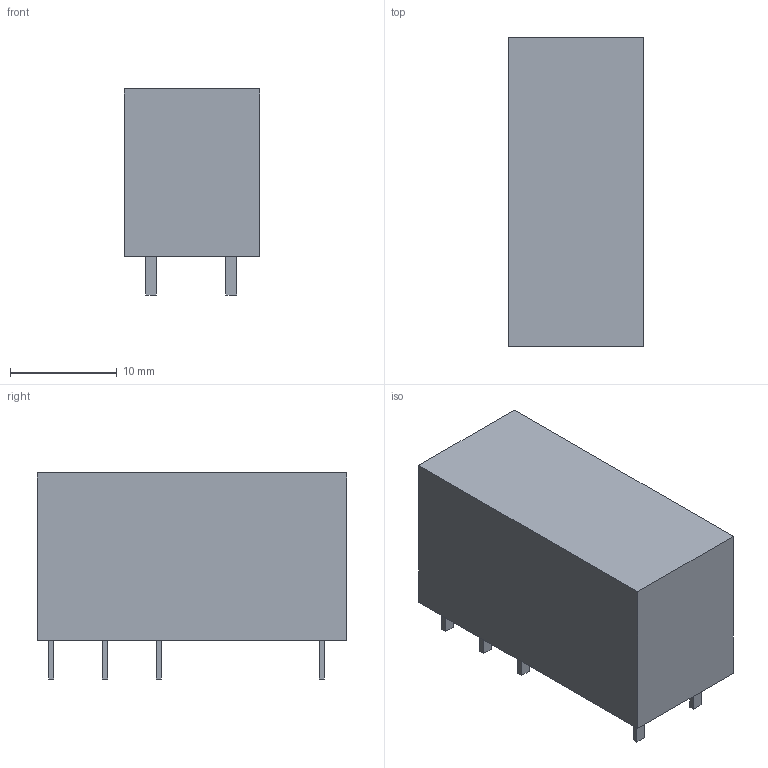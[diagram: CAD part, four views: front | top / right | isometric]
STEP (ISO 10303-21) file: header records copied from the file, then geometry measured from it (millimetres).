
FILE_DESCRIPTION(('Creo Elements/Direct Modeling STEP Export'),'2;1');
FILE_NAME('model.stp','2021-06-02T 7:11:11',(''),(''),'Creo Elements/Direct Modeling STEP processor for AP214 (Solid Model)','Creo Elements/Direct Modeling 20.1D 10-Oct-2020 (C) Parametric Technology GmbH','');
FILE_SCHEMA(('AUTOMOTIVE_DESIGN { 1 0 10303 214 1 1 1 1 }'));
Length unit declared in the file: millimetre
Products named in the file (2): REL-MR-...C_21...-select
Assembly tree (1 placements, depth 2):
  REL-MR-...C_21...-select
    REL-MR-...C_21...-select
Bounding box: 12.7 x 29 x 19.3 mm (x, y, z)
Volume: 5634.9 mm3; surface area: 2184.1 mm2
Topology: 1 solids, 1 shells, 51 faces, 120 edges, 80 vertices
Faces by surface type: plane 51
Entity records: 1799 total; most frequent: CARTESIAN_POINT 253, ORIENTED_EDGE 240, DIRECTION 226, VECTOR 120, LINE 120, EDGE_CURVE 120, VERTEX_POINT 80, EDGE_LOOP 60
